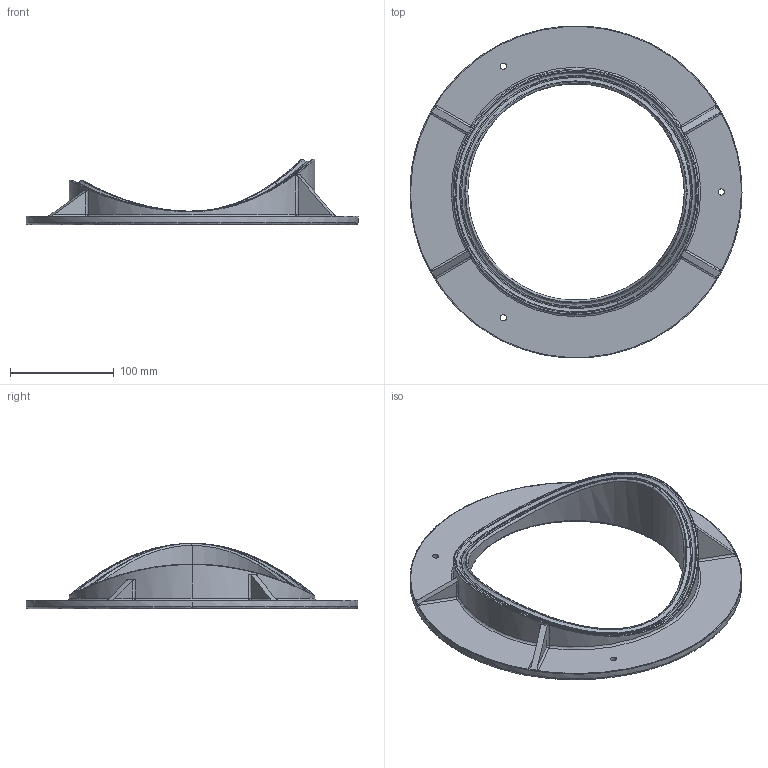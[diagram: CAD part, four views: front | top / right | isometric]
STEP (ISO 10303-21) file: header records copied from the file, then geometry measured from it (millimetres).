
FILE_DESCRIPTION(/* description */ (''),/* implementation_level */ '2;1');
FILE_NAME(/* name */ 'R_CUP',/* time_stamp */ '2018-11-13T14:57:59+05:00',/* author */ (''),/* organization */ (''),/* preprocessor_version */ 'ST-DEVELOPER v15',/* originating_system */ '',/* authorisation */ '');
FILE_SCHEMA (('AUTOMOTIVE_DESIGN'));
Length unit declared in the file: millimetre
Products named in the file (1): Document
Bounding box: 320 x 319.88 x 63 mm (x, y, z)
Volume: 624396.2 mm3; surface area: 143438.5 mm2
Topology: 1 solids, 1 shells, 98 faces, 243 edges, 147 vertices
Faces by surface type: bspline 84, plane 14
Entity records: 14747 total; most frequent: CARTESIAN_POINT 13383, ORIENTED_EDGE 486, EDGE_CURVE 243, VERTEX_POINT 147, EDGE_LOOP 106, ADVANCED_FACE 98, FACE_OUTER_BOUND 98, B_SPLINE_CURVE_WITH_KNOTS 94
